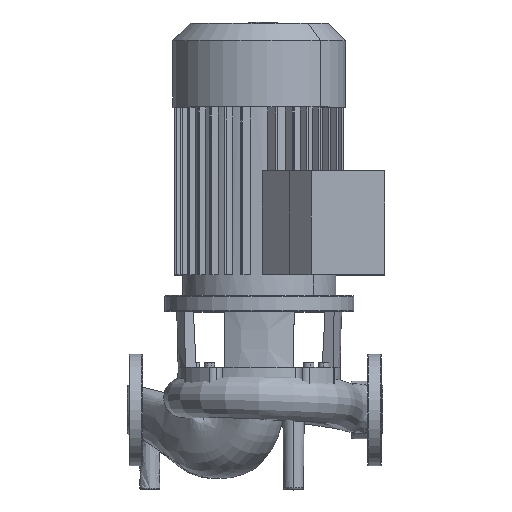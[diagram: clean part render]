
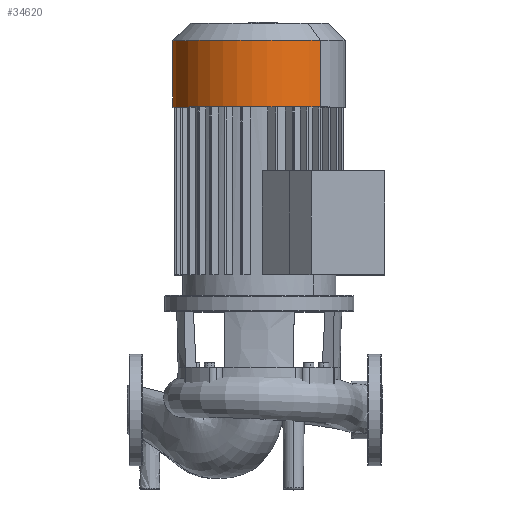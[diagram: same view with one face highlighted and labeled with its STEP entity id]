
A CAD part, top view. The second image highlights one B-rep face of the part: STEP entity #34620.
In plain terms, the highlighted cylindrical face has radius 108.5 mm (diameter 217 mm), a partial arc.
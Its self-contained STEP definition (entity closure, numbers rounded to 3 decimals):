
#30226=CARTESIAN_POINT('',(241.721,379.0,226.721));
#30227=VERTEX_POINT('',#30226);
#30228=CARTESIAN_POINT('',(241.721,462.3,226.721));
#30229=VERTEX_POINT('',#30228);
#30230=CARTESIAN_POINT('',(241.721,379.0,226.721));
#30231=DIRECTION('',(0.0,1.0,0.0));
#30232=VECTOR('',#30231,83.3);
#30233=LINE('',#30230,#30232);
#30234=EDGE_CURVE('',#30227,#30229,#30233,.T.);
#30236=CARTESIAN_POINT('',(88.279,379.0,73.279));
#30237=VERTEX_POINT('',#30236);
#30245=CARTESIAN_POINT('',(88.279,462.3,73.279));
#30246=VERTEX_POINT('',#30245);
#30247=CARTESIAN_POINT('',(88.279,379.0,73.279));
#30248=DIRECTION('',(0.0,1.0,0.0));
#30249=VECTOR('',#30248,83.3);
#30250=LINE('',#30247,#30249);
#30251=EDGE_CURVE('',#30237,#30246,#30250,.T.);
#33169=CARTESIAN_POINT('',(165.,379.0,150.0));
#33170=DIRECTION('',(0.0,1.,0.0));
#33171=DIRECTION('',(0.707,0.0,0.707));
#33172=AXIS2_PLACEMENT_3D('',#33169,#33170,#33171);
#33173=CIRCLE('',#33172,108.5);
#33174=EDGE_CURVE('',#30237,#30227,#33173,.T.);
#34599=CARTESIAN_POINT('',(165.,462.3,150.0));
#34600=DIRECTION('',(0.0,1.,0.0));
#34601=DIRECTION('',(0.707,0.0,0.707));
#34602=AXIS2_PLACEMENT_3D('',#34599,#34600,#34601);
#34603=CIRCLE('',#34602,108.5);
#34604=EDGE_CURVE('',#30246,#30229,#34603,.T.);
#34609=CARTESIAN_POINT('',(165.,484.0,150.0));
#34610=DIRECTION('',(0.0,-1.0,0.0));
#34611=DIRECTION('',(0.707,0.0,0.707));
#34612=AXIS2_PLACEMENT_3D('',#34609,#34610,#34611);
#34613=CYLINDRICAL_SURFACE('',#34612,108.5);
#34614=ORIENTED_EDGE('',*,*,#30234,.T.);
#34615=ORIENTED_EDGE('',*,*,#34604,.F.);
#34616=ORIENTED_EDGE('',*,*,#30251,.F.);
#34617=ORIENTED_EDGE('',*,*,#33174,.T.);
#34618=EDGE_LOOP('',(#34614,#34615,#34616,#34617));
#34619=FACE_OUTER_BOUND('',#34618,.T.);
#34620=ADVANCED_FACE('',(#34619),#34613,.T.);
